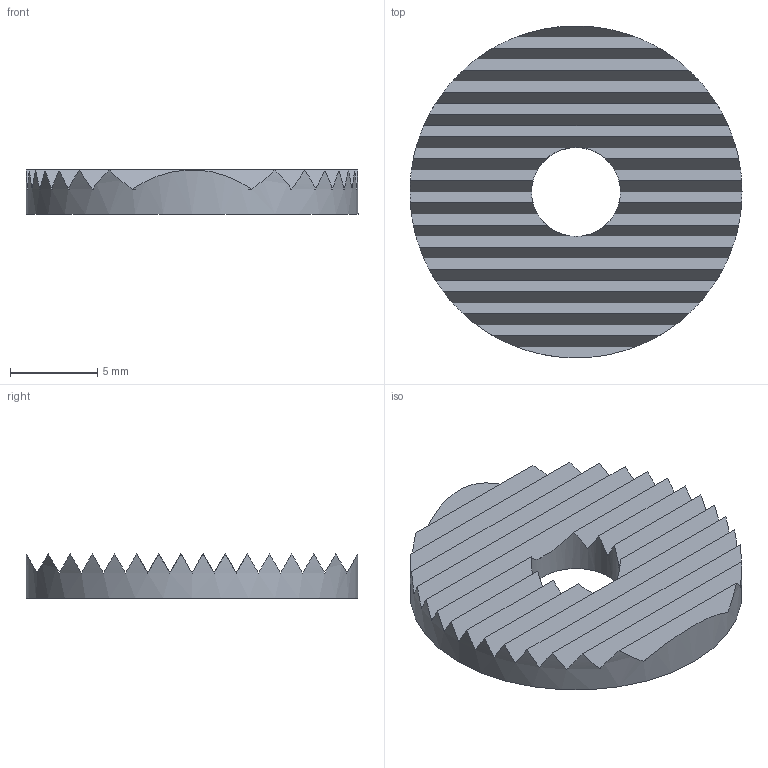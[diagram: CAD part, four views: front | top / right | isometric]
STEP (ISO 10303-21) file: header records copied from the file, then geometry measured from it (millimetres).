
FILE_DESCRIPTION(/* description */ (''),/* implementation_level */ '2;1');
FILE_NAME(/* name */ 'Tape Clamp Plate.step',/* time_stamp */ '2023-09-19T19:24:10-04:00',/* author */ (''),/* organization */ (''),/* preprocessor_version */ 'ST-DEVELOPER v20',/* originating_system */ 'Autodesk Translation Framework v12.9.0.99',/* authorisation */ '');
FILE_SCHEMA (('AUTOMOTIVE_DESIGN { 1 0 10303 214 3 1 1 }'));
Length unit declared in the file: inch
Products named in the file (1): Tape Clamp Plate
Bounding box: 19.05 x 19.05 x 2.54 mm (x, y, z)
Volume: 525.9 mm3; surface area: 945.8 mm2
Topology: 1 solids, 1 shells, 41 faces, 118 edges, 78 vertices
Faces by surface type: plane 39, cylinder 2
Full cylindrical faces by diameter (mm): 5.105 x1, 19.05 x1
Entity records: 1433 total; most frequent: DIRECTION 280, CARTESIAN_POINT 238, ORIENTED_EDGE 236, AXIS2_PLACEMENT_3D 120, EDGE_CURVE 118, VERTEX_POINT 78, ELLIPSE 76, EDGE_LOOP 42
